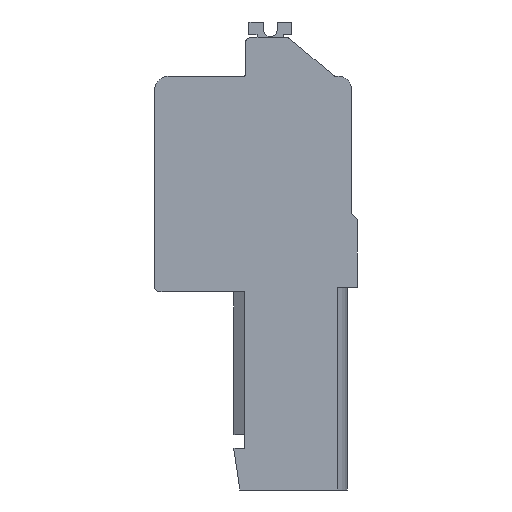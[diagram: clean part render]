
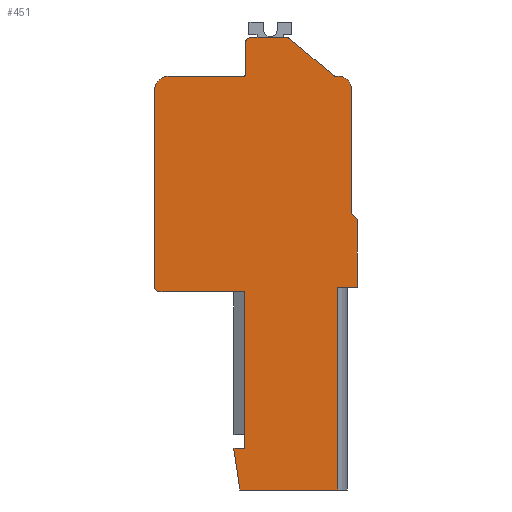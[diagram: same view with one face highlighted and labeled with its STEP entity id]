
A CAD part, left-side view. The second image highlights one B-rep face of the part: STEP entity #451.
In plain terms, the highlighted planar face has unit normal (-1, 0, 0).
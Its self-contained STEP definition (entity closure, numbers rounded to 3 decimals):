
#271=AXIS2_PLACEMENT_3D('Plane Axis2P3D',#268,#269,#270) ;
#282=AXIS2_PLACEMENT_3D('Circle Axis2P3D',#280,#281,$) ;
#296=AXIS2_PLACEMENT_3D('Circle Axis2P3D',#294,#295,$) ;
#310=AXIS2_PLACEMENT_3D('Circle Axis2P3D',#308,#309,$) ;
#324=AXIS2_PLACEMENT_3D('Circle Axis2P3D',#322,#323,$) ;
#338=AXIS2_PLACEMENT_3D('Circle Axis2P3D',#336,#337,$) ;
#352=AXIS2_PLACEMENT_3D('Circle Axis2P3D',#350,#351,$) ;
#366=AXIS2_PLACEMENT_3D('Circle Axis2P3D',#364,#365,$) ;
#215=CARTESIAN_POINT('Vertex',(0.,0.45,20.5)) ;
#218=CARTESIAN_POINT('Line Origine',(0.,0.225,20.275)) ;
#222=CARTESIAN_POINT('Vertex',(0.,0.,20.05)) ;
#248=CARTESIAN_POINT('Vertex',(0.,0.,15.05)) ;
#256=CARTESIAN_POINT('Line Origine',(0.,0.,17.55)) ;
#268=CARTESIAN_POINT('Axis2P3D Location',(0.,0.,0.)) ;
#273=CARTESIAN_POINT('Line Origine',(0.,0.45,25.145)) ;
#277=CARTESIAN_POINT('Vertex',(0.,0.45,29.79)) ;
#280=CARTESIAN_POINT('Axis2P3D Location',(0.,1.35,29.79)) ;
#284=CARTESIAN_POINT('Vertex',(0.,1.35,30.69)) ;
#287=CARTESIAN_POINT('Line Origine',(0.,1.442,30.69)) ;
#291=CARTESIAN_POINT('Vertex',(0.,1.534,30.69)) ;
#294=CARTESIAN_POINT('Axis2P3D Location',(0.,1.534,31.09)) ;
#298=CARTESIAN_POINT('Vertex',(0.,1.792,30.784)) ;
#301=CARTESIAN_POINT('Line Origine',(0.,3.408,32.14)) ;
#305=CARTESIAN_POINT('Vertex',(0.,5.025,33.496)) ;
#308=CARTESIAN_POINT('Axis2P3D Location',(0.,5.282,33.19)) ;
#312=CARTESIAN_POINT('Vertex',(0.,5.282,33.59)) ;
#315=CARTESIAN_POINT('Line Origine',(0.,6.591,33.59)) ;
#319=CARTESIAN_POINT('Vertex',(0.,7.9,33.59)) ;
#322=CARTESIAN_POINT('Axis2P3D Location',(0.,7.9,33.19)) ;
#326=CARTESIAN_POINT('Vertex',(0.,8.3,33.19)) ;
#329=CARTESIAN_POINT('Line Origine',(0.,8.3,32.04)) ;
#333=CARTESIAN_POINT('Vertex',(0.,8.3,30.89)) ;
#336=CARTESIAN_POINT('Axis2P3D Location',(0.,8.5,30.89)) ;
#340=CARTESIAN_POINT('Vertex',(0.,8.5,30.69)) ;
#343=CARTESIAN_POINT('Line Origine',(0.,11.275,30.69)) ;
#347=CARTESIAN_POINT('Vertex',(0.,14.05,30.69)) ;
#350=CARTESIAN_POINT('Axis2P3D Location',(0.,14.05,29.69)) ;
#354=CARTESIAN_POINT('Vertex',(0.,15.05,29.69)) ;
#357=CARTESIAN_POINT('Line Origine',(0.,15.05,22.395)) ;
#361=CARTESIAN_POINT('Vertex',(0.,15.05,15.1)) ;
#364=CARTESIAN_POINT('Axis2P3D Location',(0.,14.65,15.1)) ;
#368=CARTESIAN_POINT('Vertex',(0.,14.65,14.7)) ;
#371=CARTESIAN_POINT('Line Origine',(0.,11.505,14.7)) ;
#375=CARTESIAN_POINT('Vertex',(0.,8.36,14.7)) ;
#378=CARTESIAN_POINT('Line Origine',(0.,8.36,8.9)) ;
#382=CARTESIAN_POINT('Vertex',(0.,8.36,3.1)) ;
#385=CARTESIAN_POINT('Line Origine',(0.,8.76,3.1)) ;
#389=CARTESIAN_POINT('Vertex',(0.,9.16,3.1)) ;
#392=CARTESIAN_POINT('Line Origine',(0.,9.16,3.)) ;
#396=CARTESIAN_POINT('Vertex',(0.,9.16,2.9)) ;
#399=CARTESIAN_POINT('Line Origine',(0.,8.94,1.45)) ;
#403=CARTESIAN_POINT('Vertex',(0.,8.72,0.)) ;
#406=CARTESIAN_POINT('Line Origine',(0.,5.09,0.)) ;
#410=CARTESIAN_POINT('Vertex',(0.,1.46,0.)) ;
#413=CARTESIAN_POINT('Line Origine',(0.,1.46,7.525)) ;
#417=CARTESIAN_POINT('Vertex',(0.,1.46,15.05)) ;
#420=CARTESIAN_POINT('Line Origine',(0.,0.73,15.05)) ;
#219=DIRECTION('Vector Direction',(0.,0.707,0.707)) ;
#257=DIRECTION('Vector Direction',(0.,0.,1.)) ;
#269=DIRECTION('Axis2P3D Direction',(-1.,0.,0.)) ;
#270=DIRECTION('Axis2P3D XDirection',(0.,0.,1.)) ;
#274=DIRECTION('Vector Direction',(0.,0.,1.)) ;
#281=DIRECTION('Axis2P3D Direction',(-1.,0.,0.)) ;
#288=DIRECTION('Vector Direction',(0.,1.,0.)) ;
#295=DIRECTION('Axis2P3D Direction',(-1.,0.,0.)) ;
#302=DIRECTION('Vector Direction',(0.,0.766,0.643)) ;
#309=DIRECTION('Axis2P3D Direction',(-1.,0.,0.)) ;
#316=DIRECTION('Vector Direction',(0.,1.,0.)) ;
#323=DIRECTION('Axis2P3D Direction',(-1.,0.,0.)) ;
#330=DIRECTION('Vector Direction',(0.,0.,-1.)) ;
#337=DIRECTION('Axis2P3D Direction',(-1.,0.,0.)) ;
#344=DIRECTION('Vector Direction',(0.,1.,0.)) ;
#351=DIRECTION('Axis2P3D Direction',(-1.,0.,0.)) ;
#358=DIRECTION('Vector Direction',(0.,0.,-1.)) ;
#365=DIRECTION('Axis2P3D Direction',(-1.,0.,0.)) ;
#372=DIRECTION('Vector Direction',(0.,-1.,0.)) ;
#379=DIRECTION('Vector Direction',(0.,0.,-1.)) ;
#386=DIRECTION('Vector Direction',(0.,1.,0.)) ;
#393=DIRECTION('Vector Direction',(0.,0.,-1.)) ;
#400=DIRECTION('Vector Direction',(0.,-0.15,-0.989)) ;
#407=DIRECTION('Vector Direction',(0.,-1.,0.)) ;
#414=DIRECTION('Vector Direction',(0.,0.,1.)) ;
#421=DIRECTION('Vector Direction',(0.,-1.,0.)) ;
#220=VECTOR('Line Direction',#219,1.) ;
#258=VECTOR('Line Direction',#257,1.) ;
#275=VECTOR('Line Direction',#274,1.) ;
#289=VECTOR('Line Direction',#288,1.) ;
#303=VECTOR('Line Direction',#302,1.) ;
#317=VECTOR('Line Direction',#316,1.) ;
#331=VECTOR('Line Direction',#330,1.) ;
#345=VECTOR('Line Direction',#344,1.) ;
#359=VECTOR('Line Direction',#358,1.) ;
#373=VECTOR('Line Direction',#372,1.) ;
#380=VECTOR('Line Direction',#379,1.) ;
#387=VECTOR('Line Direction',#386,1.) ;
#394=VECTOR('Line Direction',#393,1.) ;
#401=VECTOR('Line Direction',#400,1.) ;
#408=VECTOR('Line Direction',#407,1.) ;
#415=VECTOR('Line Direction',#414,1.) ;
#422=VECTOR('Line Direction',#421,1.) ;
#426=ORIENTED_EDGE('',*,*,#260,.T.) ;
#427=ORIENTED_EDGE('',*,*,#224,.T.) ;
#428=ORIENTED_EDGE('',*,*,#279,.T.) ;
#429=ORIENTED_EDGE('',*,*,#286,.T.) ;
#430=ORIENTED_EDGE('',*,*,#293,.T.) ;
#431=ORIENTED_EDGE('',*,*,#300,.T.) ;
#432=ORIENTED_EDGE('',*,*,#307,.T.) ;
#433=ORIENTED_EDGE('',*,*,#314,.T.) ;
#434=ORIENTED_EDGE('',*,*,#321,.T.) ;
#435=ORIENTED_EDGE('',*,*,#328,.T.) ;
#436=ORIENTED_EDGE('',*,*,#335,.T.) ;
#437=ORIENTED_EDGE('',*,*,#342,.T.) ;
#438=ORIENTED_EDGE('',*,*,#349,.T.) ;
#439=ORIENTED_EDGE('',*,*,#356,.T.) ;
#440=ORIENTED_EDGE('',*,*,#363,.T.) ;
#441=ORIENTED_EDGE('',*,*,#370,.T.) ;
#442=ORIENTED_EDGE('',*,*,#377,.T.) ;
#443=ORIENTED_EDGE('',*,*,#384,.T.) ;
#444=ORIENTED_EDGE('',*,*,#391,.T.) ;
#445=ORIENTED_EDGE('',*,*,#398,.T.) ;
#446=ORIENTED_EDGE('',*,*,#405,.T.) ;
#447=ORIENTED_EDGE('',*,*,#412,.T.) ;
#448=ORIENTED_EDGE('',*,*,#419,.T.) ;
#449=ORIENTED_EDGE('',*,*,#424,.F.) ;
#451=ADVANCED_FACE('HOUSING',(#450),#272,.T.) ;
#283=CIRCLE('generated circle',#282,0.9) ;
#297=CIRCLE('generated circle',#296,0.4) ;
#311=CIRCLE('generated circle',#310,0.4) ;
#325=CIRCLE('generated circle',#324,0.4) ;
#339=CIRCLE('generated circle',#338,0.2) ;
#353=CIRCLE('generated circle',#352,1.) ;
#367=CIRCLE('generated circle',#366,0.4) ;
#224=EDGE_CURVE('',#223,#216,#221,.T.) ;
#260=EDGE_CURVE('',#249,#223,#259,.T.) ;
#279=EDGE_CURVE('',#216,#278,#276,.T.) ;
#286=EDGE_CURVE('',#278,#285,#283,.T.) ;
#293=EDGE_CURVE('',#285,#292,#290,.T.) ;
#300=EDGE_CURVE('',#292,#299,#297,.F.) ;
#307=EDGE_CURVE('',#299,#306,#304,.T.) ;
#314=EDGE_CURVE('',#306,#313,#311,.T.) ;
#321=EDGE_CURVE('',#313,#320,#318,.T.) ;
#328=EDGE_CURVE('',#320,#327,#325,.T.) ;
#335=EDGE_CURVE('',#327,#334,#332,.T.) ;
#342=EDGE_CURVE('',#334,#341,#339,.F.) ;
#349=EDGE_CURVE('',#341,#348,#346,.T.) ;
#356=EDGE_CURVE('',#348,#355,#353,.T.) ;
#363=EDGE_CURVE('',#355,#362,#360,.T.) ;
#370=EDGE_CURVE('',#362,#369,#367,.T.) ;
#377=EDGE_CURVE('',#369,#376,#374,.T.) ;
#384=EDGE_CURVE('',#376,#383,#381,.T.) ;
#391=EDGE_CURVE('',#383,#390,#388,.T.) ;
#398=EDGE_CURVE('',#390,#397,#395,.T.) ;
#405=EDGE_CURVE('',#397,#404,#402,.T.) ;
#412=EDGE_CURVE('',#404,#411,#409,.T.) ;
#419=EDGE_CURVE('',#411,#418,#416,.T.) ;
#424=EDGE_CURVE('',#249,#418,#423,.F.) ;
#425=EDGE_LOOP('',(#426,#427,#428,#429,#430,#431,#432,#433,#434,#435,#436,#437,#438,#439,#440,#441,#442,#443,#444,#445,#446,#447,#448,#449)) ;
#450=FACE_OUTER_BOUND('',#425,.T.) ;
#221=LINE('Line',#218,#220) ;
#259=LINE('Line',#256,#258) ;
#276=LINE('Line',#273,#275) ;
#290=LINE('Line',#287,#289) ;
#304=LINE('Line',#301,#303) ;
#318=LINE('Line',#315,#317) ;
#332=LINE('Line',#329,#331) ;
#346=LINE('Line',#343,#345) ;
#360=LINE('Line',#357,#359) ;
#374=LINE('Line',#371,#373) ;
#381=LINE('Line',#378,#380) ;
#388=LINE('Line',#385,#387) ;
#395=LINE('Line',#392,#394) ;
#402=LINE('Line',#399,#401) ;
#409=LINE('Line',#406,#408) ;
#416=LINE('Line',#413,#415) ;
#423=LINE('Line',#420,#422) ;
#272=PLANE('',#271) ;
#216=VERTEX_POINT('',#215) ;
#223=VERTEX_POINT('',#222) ;
#249=VERTEX_POINT('',#248) ;
#278=VERTEX_POINT('',#277) ;
#285=VERTEX_POINT('',#284) ;
#292=VERTEX_POINT('',#291) ;
#299=VERTEX_POINT('',#298) ;
#306=VERTEX_POINT('',#305) ;
#313=VERTEX_POINT('',#312) ;
#320=VERTEX_POINT('',#319) ;
#327=VERTEX_POINT('',#326) ;
#334=VERTEX_POINT('',#333) ;
#341=VERTEX_POINT('',#340) ;
#348=VERTEX_POINT('',#347) ;
#355=VERTEX_POINT('',#354) ;
#362=VERTEX_POINT('',#361) ;
#369=VERTEX_POINT('',#368) ;
#376=VERTEX_POINT('',#375) ;
#383=VERTEX_POINT('',#382) ;
#390=VERTEX_POINT('',#389) ;
#397=VERTEX_POINT('',#396) ;
#404=VERTEX_POINT('',#403) ;
#411=VERTEX_POINT('',#410) ;
#418=VERTEX_POINT('',#417) ;
